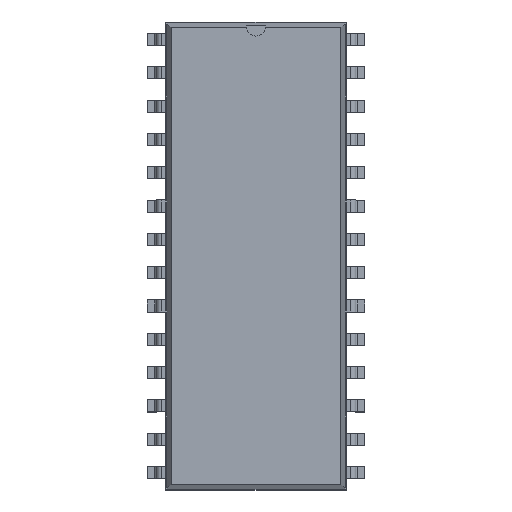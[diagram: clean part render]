
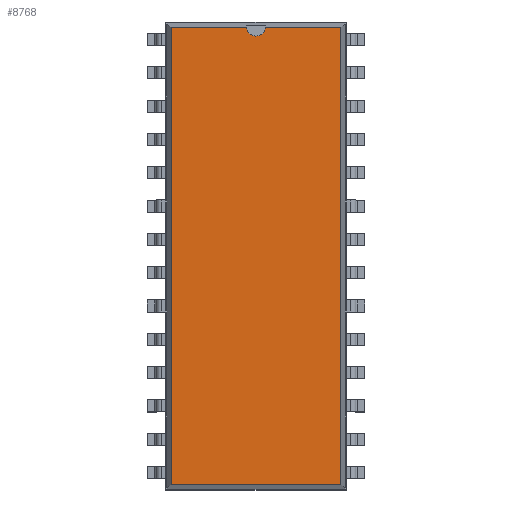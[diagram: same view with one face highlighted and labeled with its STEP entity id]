
A CAD part, top view. The second image highlights one B-rep face of the part: STEP entity #8768.
In plain terms, the highlighted planar face has unit normal (0, 0, 1).
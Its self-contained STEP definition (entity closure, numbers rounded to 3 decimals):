
#27=VECTOR('',#28,1.);
#28=DIRECTION('',(0.,1.,0.));
#34=VECTOR('',#35,1.);
#35=DIRECTION('',(-1.,0.,0.));
#41=VECTOR('',#42,1.);
#42=DIRECTION('',(0.,-1.,0.));
#46=VECTOR('',#47,1.);
#47=DIRECTION('',(1.,0.,0.));
#50=DIRECTION('',(0.,0.,-1.));
#1602=DIRECTION('',(0.,0.,-1.));
#5880=VERTEX_POINT('',#5881);
#5881=CARTESIAN_POINT('',(6.471,17.441,3.68));
#5883=ORIENTED_EDGE('',*,*,#5884,.F.);
#5884=EDGE_CURVE('',#5885,#5880,#5887,.T.);
#5885=VERTEX_POINT('',#5886);
#5886=CARTESIAN_POINT('',(6.471,-17.441,3.68));
#5887=LINE('',#5886,#27);
#7283=VERTEX_POINT('',#7284);
#7284=CARTESIAN_POINT('',(-6.471,17.441,3.68));
#7286=ORIENTED_EDGE('',*,*,#7287,.F.);
#7287=EDGE_CURVE('',#7288,#7283,#7290,.T.);
#7288=VERTEX_POINT('',#7289);
#7289=CARTESIAN_POINT('',(-0.746,17.441,3.68));
#7290=LINE('',#5881,#34);
#7309=VERTEX_POINT('',#7310);
#7310=CARTESIAN_POINT('',(0.746,17.441,3.68));
#7316=ORIENTED_EDGE('',*,*,#7317,.F.);
#7317=EDGE_CURVE('',#5880,#7309,#7290,.T.);
#7367=VERTEX_POINT('',#7368);
#7368=CARTESIAN_POINT('',(-6.471,-17.441,3.68));
#7370=ORIENTED_EDGE('',*,*,#7371,.F.);
#7371=EDGE_CURVE('',#7283,#7367,#7372,.T.);
#7372=LINE('',#7284,#41);
#8763=ORIENTED_EDGE('',*,*,#8764,.F.);
#8764=EDGE_CURVE('',#7367,#5885,#8765,.T.);
#8765=LINE('',#7368,#46);
#8768=ADVANCED_FACE('',(#8769),#8780,.F.);
#8769=FACE_BOUND('',#8770,.F.);
#8770=EDGE_LOOP('',(#5883,#8763,#7370,#7286,#8771,#8778,#7316));
#8771=ORIENTED_EDGE('',*,*,#8772,.F.);
#8772=EDGE_CURVE('',#8773,#7288,#8775,.T.);
#8773=VERTEX_POINT('',#8774);
#8774=CARTESIAN_POINT('',(0.,16.766,3.68));
#8775=CIRCLE('',#8776,0.75);
#8776=AXIS2_PLACEMENT_3D('',#8777,#1602,#42);
#8777=CARTESIAN_POINT('',(0.,17.516,3.68));
#8778=ORIENTED_EDGE('',*,*,#8779,.F.);
#8779=EDGE_CURVE('',#7309,#8773,#8775,.T.);
#8780=PLANE('',#8781);
#8781=AXIS2_PLACEMENT_3D('',#5886,#50,#8782);
#8782=DIRECTION('',(-0.348,0.938,0.));
